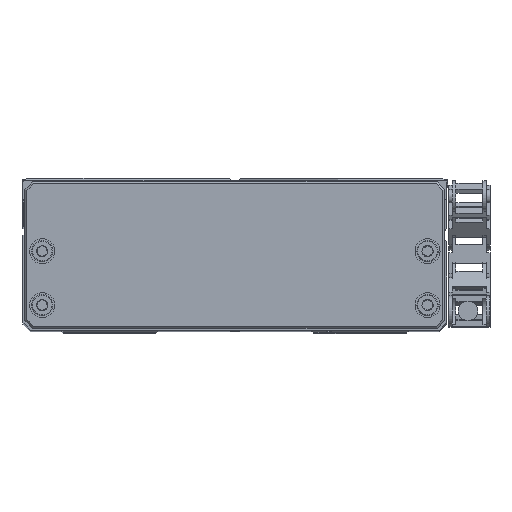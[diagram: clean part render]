
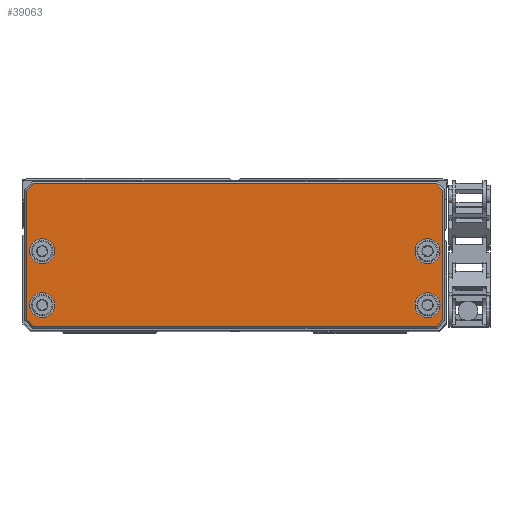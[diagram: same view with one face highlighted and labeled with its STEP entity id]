
A CAD part, top view. The second image highlights one B-rep face of the part: STEP entity #39063.
In plain terms, the highlighted planar face has unit normal (0, 0, 1).
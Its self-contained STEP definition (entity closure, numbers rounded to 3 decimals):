
#184 = ORIENTED_EDGE ( 'NONE', *, *, #74579, .T. ) ;
#314 = DIRECTION ( 'NONE',  ( 1., 0., 0. ) ) ;
#458 = AXIS2_PLACEMENT_3D ( 'NONE', #39184, #64645, #45707 ) ;
#1229 = CARTESIAN_POINT ( 'NONE',  ( 72.146, 34.146, 10. ) ) ;
#1325 = AXIS2_PLACEMENT_3D ( 'NONE', #69880, #51336, #70310 ) ;
#1845 = CARTESIAN_POINT ( 'NONE',  ( 53.146, -91.146, 10. ) ) ;
#3894 = EDGE_CURVE ( 'NONE', #47623, #37558, #16863, .T. ) ;
#4244 = AXIS2_PLACEMENT_3D ( 'NONE', #50131, #17604, #314 ) ;
#4980 = EDGE_CURVE ( 'NONE', #45002, #13785, #9006, .T. ) ;
#6004 = FACE_BOUND ( 'NONE', #65426, .T. ) ;
#7539 = CARTESIAN_POINT ( 'NONE',  ( 107.75, -18., 10. ) ) ;
#9006 = CIRCLE ( 'NONE', #32606, 3.25 ) ;
#9410 = VERTEX_POINT ( 'NONE', #11866 ) ;
#9428 = DIRECTION ( 'NONE',  ( 1., 0., 0. ) ) ;
#11604 = DIRECTION ( 'NONE',  ( 1., 0., 0. ) ) ;
#11866 = CARTESIAN_POINT ( 'NONE',  ( 106.793, -0.5, 10. ) ) ;
#11994 = EDGE_CURVE ( 'NONE', #37558, #47623, #22425, .T. ) ;
#13127 = AXIS2_PLACEMENT_3D ( 'NONE', #14600, #40149, #59899 ) ;
#13785 = VERTEX_POINT ( 'NONE', #7539 ) ;
#13890 = CARTESIAN_POINT ( 'NONE',  ( 108.5, -2., 10. ) ) ;
#13957 = CARTESIAN_POINT ( 'NONE',  ( 101.25, -18., 10. ) ) ;
#14421 = EDGE_CURVE ( 'NONE', #69400, #16343, #26996, .T. ) ;
#14600 = CARTESIAN_POINT ( 'NONE',  ( 104.5, -18., 10. ) ) ;
#16343 = VERTEX_POINT ( 'NONE', #19370 ) ;
#16710 = ORIENTED_EDGE ( 'NONE', *, *, #49691, .T. ) ;
#16863 = CIRCLE ( 'NONE', #19660, 3.25 ) ;
#17604 = DIRECTION ( 'NONE',  ( 0., 0., 1. ) ) ;
#19370 = CARTESIAN_POINT ( 'NONE',  ( 108.5, -35.793, 10. ) ) ;
#19660 = AXIS2_PLACEMENT_3D ( 'NONE', #56773, #25522, #75783 ) ;
#20179 = EDGE_CURVE ( 'NONE', #73901, #62106, #44703, .T. ) ;
#20217 = DIRECTION ( 'NONE',  ( -0.707, 0.707, 0. ) ) ;
#20248 = EDGE_LOOP ( 'NONE', ( #184, #64431, #16710, #28326, #77613, #59757, #34412, #62619 ) ) ;
#20530 = DIRECTION ( 'NONE',  ( 0., 1., 0. ) ) ;
#21299 = VECTOR ( 'NONE', #73754, 1000. ) ;
#22425 = CIRCLE ( 'NONE', #1325, 3.25 ) ;
#23456 = CARTESIAN_POINT ( 'NONE',  ( 107.75, -32., 10. ) ) ;
#23525 = LINE ( 'NONE', #60534, #21299 ) ;
#23617 = VECTOR ( 'NONE', #46840, 1000. ) ;
#24533 = FACE_BOUND ( 'NONE', #27358, .T. ) ;
#24535 = ORIENTED_EDGE ( 'NONE', *, *, #35918, .F. ) ;
#24772 = LINE ( 'NONE', #1229, #75866 ) ;
#25522 = DIRECTION ( 'NONE',  ( 0., 0., 1. ) ) ;
#26442 = DIRECTION ( 'NONE',  ( -0.707, -0.707, 0. ) ) ;
#26996 = LINE ( 'NONE', #1845, #47422 ) ;
#27089 = VERTEX_POINT ( 'NONE', #69442 ) ;
#27358 = EDGE_LOOP ( 'NONE', ( #78447, #59321 ) ) ;
#28275 = VECTOR ( 'NONE', #26442, 1000. ) ;
#28326 = ORIENTED_EDGE ( 'NONE', *, *, #47956, .T. ) ;
#29416 = CARTESIAN_POINT ( 'NONE',  ( 7.75, -32., 10. ) ) ;
#29723 = EDGE_CURVE ( 'NONE', #27089, #76063, #23525, .T. ) ;
#30289 = FACE_BOUND ( 'NONE', #67587, .T. ) ;
#31725 = VERTEX_POINT ( 'NONE', #29416 ) ;
#32606 = AXIS2_PLACEMENT_3D ( 'NONE', #69672, #70072, #9428 ) ;
#33175 = CIRCLE ( 'NONE', #63356, 3.25 ) ;
#34335 = CARTESIAN_POINT ( 'NONE',  ( 2.707, -0.5, 10. ) ) ;
#34412 = ORIENTED_EDGE ( 'NONE', *, *, #14421, .T. ) ;
#35918 = EDGE_CURVE ( 'NONE', #60084, #31725, #57006, .T. ) ;
#36836 = EDGE_LOOP ( 'NONE', ( #80171, #72131 ) ) ;
#37558 = VERTEX_POINT ( 'NONE', #78180 ) ;
#37972 = LINE ( 'NONE', #43267, #48294 ) ;
#38008 = VERTEX_POINT ( 'NONE', #42593 ) ;
#39048 = AXIS2_PLACEMENT_3D ( 'NONE', #68160, #56592, #62778 ) ;
#39063 = ADVANCED_FACE ( 'NONE', ( #55380, #30289, #24533, #6004, #55800 ), #50018, .T. ) ;
#39184 = CARTESIAN_POINT ( 'NONE',  ( 4.5, -32., 10. ) ) ;
#39263 = DIRECTION ( 'NONE',  ( 0., 0., 1. ) ) ;
#39354 = DIRECTION ( 'NONE',  ( 0.707, 0.707, 0. ) ) ;
#40072 = VERTEX_POINT ( 'NONE', #57261 ) ;
#40149 = DIRECTION ( 'NONE',  ( 0., 0., 1. ) ) ;
#40544 = ORIENTED_EDGE ( 'NONE', *, *, #55353, .F. ) ;
#41326 = DIRECTION ( 'NONE',  ( 0., 0., 1. ) ) ;
#41731 = DIRECTION ( 'NONE',  ( 1., 0., 0. ) ) ;
#42593 = CARTESIAN_POINT ( 'NONE',  ( 0.5, -2.207, 10. ) ) ;
#43267 = CARTESIAN_POINT ( 'NONE',  ( 107., -37.5, 10. ) ) ;
#43435 = CARTESIAN_POINT ( 'NONE',  ( 101.25, -32., 10. ) ) ;
#44703 = CIRCLE ( 'NONE', #53945, 3.25 ) ;
#45002 = VERTEX_POINT ( 'NONE', #13957 ) ;
#45345 = EDGE_CURVE ( 'NONE', #9410, #40072, #65609, .T. ) ;
#45707 = DIRECTION ( 'NONE',  ( 1., 0., 0. ) ) ;
#46840 = DIRECTION ( 'NONE',  ( 0., -1., 0. ) ) ;
#47422 = VECTOR ( 'NONE', #39354, 1000. ) ;
#47623 = VERTEX_POINT ( 'NONE', #73284 ) ;
#47956 = EDGE_CURVE ( 'NONE', #38008, #27089, #59176, .T. ) ;
#48192 = EDGE_CURVE ( 'NONE', #13785, #45002, #59130, .T. ) ;
#48294 = VECTOR ( 'NONE', #11604, 1000. ) ;
#49691 = EDGE_CURVE ( 'NONE', #40072, #38008, #51132, .T. ) ;
#50018 = PLANE ( 'NONE',  #39048 ) ;
#50131 = CARTESIAN_POINT ( 'NONE',  ( 104.5, -32., 10. ) ) ;
#50591 = CARTESIAN_POINT ( 'NONE',  ( 108.5, -2.207, 10. ) ) ;
#51132 = LINE ( 'NONE', #76311, #28275 ) ;
#51265 = EDGE_CURVE ( 'NONE', #16343, #55854, #70330, .T. ) ;
#51336 = DIRECTION ( 'NONE',  ( 0., 0., 1. ) ) ;
#52778 = CARTESIAN_POINT ( 'NONE',  ( 4.5, -32., 10. ) ) ;
#53945 = AXIS2_PLACEMENT_3D ( 'NONE', #72208, #41326, #41731 ) ;
#54230 = CARTESIAN_POINT ( 'NONE',  ( 2.207, -37.5, 10. ) ) ;
#55353 = EDGE_CURVE ( 'NONE', #31725, #60084, #33175, .T. ) ;
#55380 = FACE_BOUND ( 'NONE', #36836, .T. ) ;
#55800 = FACE_OUTER_BOUND ( 'NONE', #20248, .T. ) ;
#55854 = VERTEX_POINT ( 'NONE', #50591 ) ;
#56592 = DIRECTION ( 'NONE',  ( 0., 0., 1. ) ) ;
#56773 = CARTESIAN_POINT ( 'NONE',  ( 4.5, -18., 10. ) ) ;
#57006 = CIRCLE ( 'NONE', #458, 3.25 ) ;
#57261 = CARTESIAN_POINT ( 'NONE',  ( 2.207, -0.5, 10. ) ) ;
#58222 = ORIENTED_EDGE ( 'NONE', *, *, #48192, .F. ) ;
#58536 = VECTOR ( 'NONE', #59423, 1000. ) ;
#59130 = CIRCLE ( 'NONE', #13127, 3.25 ) ;
#59176 = LINE ( 'NONE', #78158, #23617 ) ;
#59321 = ORIENTED_EDGE ( 'NONE', *, *, #20179, .F. ) ;
#59423 = DIRECTION ( 'NONE',  ( -1., 0., 0. ) ) ;
#59757 = ORIENTED_EDGE ( 'NONE', *, *, #67553, .T. ) ;
#59791 = DIRECTION ( 'NONE',  ( 1., 0., 0. ) ) ;
#59899 = DIRECTION ( 'NONE',  ( 1., 0., 0. ) ) ;
#60084 = VERTEX_POINT ( 'NONE', #65115 ) ;
#60534 = CARTESIAN_POINT ( 'NONE',  ( 1.354, -36.646, 10. ) ) ;
#61652 = CARTESIAN_POINT ( 'NONE',  ( 106.793, -37.5, 10. ) ) ;
#62106 = VERTEX_POINT ( 'NONE', #23456 ) ;
#62619 = ORIENTED_EDGE ( 'NONE', *, *, #51265, .T. ) ;
#62778 = DIRECTION ( 'NONE',  ( 1., 0., 0. ) ) ;
#63356 = AXIS2_PLACEMENT_3D ( 'NONE', #52778, #39263, #59791 ) ;
#64431 = ORIENTED_EDGE ( 'NONE', *, *, #45345, .T. ) ;
#64645 = DIRECTION ( 'NONE',  ( 0., 0., 1. ) ) ;
#65115 = CARTESIAN_POINT ( 'NONE',  ( 1.25, -32., 10. ) ) ;
#65426 = EDGE_LOOP ( 'NONE', ( #58222, #70950 ) ) ;
#65609 = LINE ( 'NONE', #34335, #58536 ) ;
#67553 = EDGE_CURVE ( 'NONE', #76063, #69400, #37972, .T. ) ;
#67587 = EDGE_LOOP ( 'NONE', ( #40544, #24535 ) ) ;
#68160 = CARTESIAN_POINT ( 'NONE',  ( 0., -38., 10. ) ) ;
#69400 = VERTEX_POINT ( 'NONE', #61652 ) ;
#69442 = CARTESIAN_POINT ( 'NONE',  ( 0.5, -35.793, 10. ) ) ;
#69672 = CARTESIAN_POINT ( 'NONE',  ( 104.5, -18., 10. ) ) ;
#69880 = CARTESIAN_POINT ( 'NONE',  ( 4.5, -18., 10. ) ) ;
#70072 = DIRECTION ( 'NONE',  ( 0., 0., 1. ) ) ;
#70310 = DIRECTION ( 'NONE',  ( 1., 0., 0. ) ) ;
#70330 = LINE ( 'NONE', #13890, #74604 ) ;
#70743 = EDGE_CURVE ( 'NONE', #62106, #73901, #76629, .T. ) ;
#70950 = ORIENTED_EDGE ( 'NONE', *, *, #4980, .F. ) ;
#72131 = ORIENTED_EDGE ( 'NONE', *, *, #11994, .F. ) ;
#72208 = CARTESIAN_POINT ( 'NONE',  ( 104.5, -32., 10. ) ) ;
#73284 = CARTESIAN_POINT ( 'NONE',  ( 7.75, -18., 10. ) ) ;
#73754 = DIRECTION ( 'NONE',  ( 0.707, -0.707, 0. ) ) ;
#73901 = VERTEX_POINT ( 'NONE', #43435 ) ;
#74579 = EDGE_CURVE ( 'NONE', #55854, #9410, #24772, .T. ) ;
#74604 = VECTOR ( 'NONE', #20530, 1000. ) ;
#75783 = DIRECTION ( 'NONE',  ( 1., 0., 0. ) ) ;
#75866 = VECTOR ( 'NONE', #20217, 1000. ) ;
#76063 = VERTEX_POINT ( 'NONE', #54230 ) ;
#76311 = CARTESIAN_POINT ( 'NONE',  ( -17.646, -20.354, 10. ) ) ;
#76629 = CIRCLE ( 'NONE', #4244, 3.25 ) ;
#77613 = ORIENTED_EDGE ( 'NONE', *, *, #29723, .T. ) ;
#78158 = CARTESIAN_POINT ( 'NONE',  ( 0.5, -36., 10. ) ) ;
#78180 = CARTESIAN_POINT ( 'NONE',  ( 1.25, -18., 10. ) ) ;
#78447 = ORIENTED_EDGE ( 'NONE', *, *, #70743, .F. ) ;
#80171 = ORIENTED_EDGE ( 'NONE', *, *, #3894, .F. ) ;
